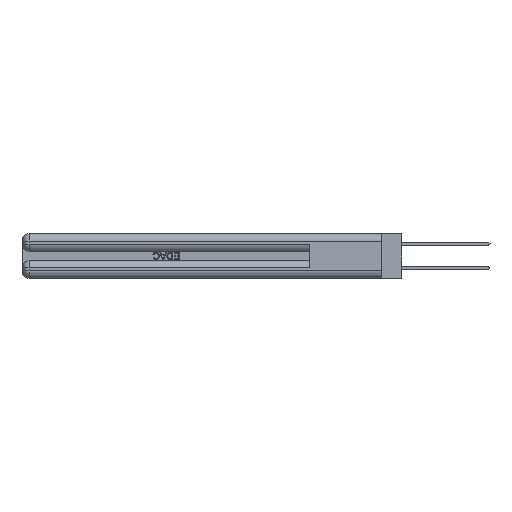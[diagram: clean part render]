
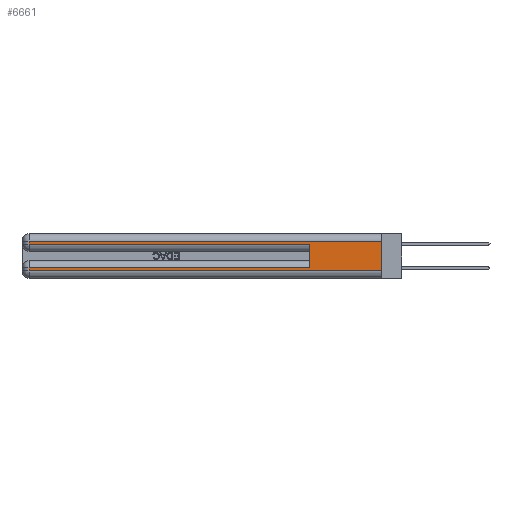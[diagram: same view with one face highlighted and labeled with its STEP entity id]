
A CAD part, left-side view. The second image highlights one B-rep face of the part: STEP entity #6661.
In plain terms, the highlighted planar face has unit normal (-1, 0, 0).
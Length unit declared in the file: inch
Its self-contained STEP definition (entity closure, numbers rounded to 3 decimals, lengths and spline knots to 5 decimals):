
#313 = LINE ( 'NONE', #12662, #8117 ) ;
#844 = EDGE_CURVE ( 'NONE', #14887, #26975, #36483, .T. ) ;
#1039 = DIRECTION ( 'NONE',  ( 0., -1., 0. ) ) ;
#1209 = CARTESIAN_POINT ( 'NONE',  ( 0., 0., 0.06 ) ) ;
#1855 = CARTESIAN_POINT ( 'NONE',  ( 0., 0., 0.285 ) ) ;
#2267 = LINE ( 'NONE', #10261, #41946 ) ;
#3026 = ORIENTED_EDGE ( 'NONE', *, *, #32614, .F. ) ;
#3373 = LINE ( 'NONE', #1855, #13142 ) ;
#4175 = CARTESIAN_POINT ( 'NONE',  ( 0., 2.94, 0.31 ) ) ;
#5087 = CARTESIAN_POINT ( 'NONE',  ( 0., 0., 0.06 ) ) ;
#5281 = DIRECTION ( 'NONE',  ( 0., -1., 0. ) ) ;
#5338 = EDGE_CURVE ( 'NONE', #20834, #7526, #13921, .T. ) ;
#5469 = ORIENTED_EDGE ( 'NONE', *, *, #15278, .T. ) ;
#6661 = ADVANCED_FACE ( 'NONE', ( #26253 ), #22268, .F. ) ;
#7526 = VERTEX_POINT ( 'NONE', #7841 ) ;
#7559 = CARTESIAN_POINT ( 'NONE',  ( 0., 0.6, 0.145 ) ) ;
#7841 = CARTESIAN_POINT ( 'NONE',  ( 0., 0.6, 0.285 ) ) ;
#8117 = VECTOR ( 'NONE', #22055, 39.37008 ) ;
#9499 = ORIENTED_EDGE ( 'NONE', *, *, #27552, .T. ) ;
#9525 = DIRECTION ( 'NONE',  ( 0., 0., -1. ) ) ;
#9654 = VECTOR ( 'NONE', #16525, 39.37008 ) ;
#10261 = CARTESIAN_POINT ( 'NONE',  ( 0., 2.94, 0.37 ) ) ;
#11070 = DIRECTION ( 'NONE',  ( 0., 1., 0. ) ) ;
#12662 = CARTESIAN_POINT ( 'NONE',  ( 0., 0., 0.37 ) ) ;
#13142 = VECTOR ( 'NONE', #5281, 39.37008 ) ;
#13522 = LINE ( 'NONE', #1209, #29566 ) ;
#13664 = VERTEX_POINT ( 'NONE', #24800 ) ;
#13921 = LINE ( 'NONE', #7559, #21694 ) ;
#14569 = CARTESIAN_POINT ( 'NONE',  ( 0., 0., 0.085 ) ) ;
#14887 = VERTEX_POINT ( 'NONE', #16100 ) ;
#15278 = EDGE_CURVE ( 'NONE', #15510, #26343, #13522, .T. ) ;
#15510 = VERTEX_POINT ( 'NONE', #20283 ) ;
#16100 = CARTESIAN_POINT ( 'NONE',  ( 0., 0., 0.31 ) ) ;
#16411 = ORIENTED_EDGE ( 'NONE', *, *, #29328, .T. ) ;
#16525 = DIRECTION ( 'NONE',  ( 0., 0., -1. ) ) ;
#17584 = VECTOR ( 'NONE', #35297, 39.37008 ) ;
#19795 = EDGE_LOOP ( 'NONE', ( #3026, #26213, #34190, #9499, #34112, #37988, #16411, #5469 ) ) ;
#20067 = VERTEX_POINT ( 'NONE', #39389 ) ;
#20283 = CARTESIAN_POINT ( 'NONE',  ( 0., 2.94, 0.06 ) ) ;
#20834 = VERTEX_POINT ( 'NONE', #30233 ) ;
#21694 = VECTOR ( 'NONE', #37226, 39.37008 ) ;
#22055 = DIRECTION ( 'NONE',  ( 0., 0., -1. ) ) ;
#22268 = PLANE ( 'NONE',  #27147 ) ;
#23255 = DIRECTION ( 'NONE',  ( 0., 0., -1. ) ) ;
#24199 = CARTESIAN_POINT ( 'NONE',  ( 0., 0., 0.31 ) ) ;
#24485 = EDGE_CURVE ( 'NONE', #20834, #13664, #39249, .T. ) ;
#24800 = CARTESIAN_POINT ( 'NONE',  ( 0., 2.94, 0.085 ) ) ;
#26213 = ORIENTED_EDGE ( 'NONE', *, *, #844, .T. ) ;
#26253 = FACE_OUTER_BOUND ( 'NONE', #19795, .T. ) ;
#26343 = VERTEX_POINT ( 'NONE', #5087 ) ;
#26975 = VERTEX_POINT ( 'NONE', #4175 ) ;
#27147 = AXIS2_PLACEMENT_3D ( 'NONE', #27321, #39061, #9525 ) ;
#27321 = CARTESIAN_POINT ( 'NONE',  ( 0., 0., 0.37 ) ) ;
#27552 = EDGE_CURVE ( 'NONE', #20067, #7526, #3373, .T. ) ;
#29328 = EDGE_CURVE ( 'NONE', #13664, #15510, #2267, .T. ) ;
#29566 = VECTOR ( 'NONE', #1039, 39.37008 ) ;
#30233 = CARTESIAN_POINT ( 'NONE',  ( 0., 0.6, 0.085 ) ) ;
#32614 = EDGE_CURVE ( 'NONE', #14887, #26343, #313, .T. ) ;
#32660 = EDGE_CURVE ( 'NONE', #26975, #20067, #39055, .T. ) ;
#34112 = ORIENTED_EDGE ( 'NONE', *, *, #5338, .F. ) ;
#34190 = ORIENTED_EDGE ( 'NONE', *, *, #32660, .T. ) ;
#35297 = DIRECTION ( 'NONE',  ( 0., 1., 0. ) ) ;
#36483 = LINE ( 'NONE', #24199, #40660 ) ;
#37226 = DIRECTION ( 'NONE',  ( 0., 0., 1. ) ) ;
#37988 = ORIENTED_EDGE ( 'NONE', *, *, #24485, .T. ) ;
#39055 = LINE ( 'NONE', #39441, #9654 ) ;
#39061 = DIRECTION ( 'NONE',  ( 1., 0., 0. ) ) ;
#39249 = LINE ( 'NONE', #14569, #17584 ) ;
#39389 = CARTESIAN_POINT ( 'NONE',  ( 0., 2.94, 0.285 ) ) ;
#39441 = CARTESIAN_POINT ( 'NONE',  ( 0., 2.94, 0.37 ) ) ;
#40660 = VECTOR ( 'NONE', #11070, 39.37008 ) ;
#41946 = VECTOR ( 'NONE', #23255, 39.37008 ) ;
